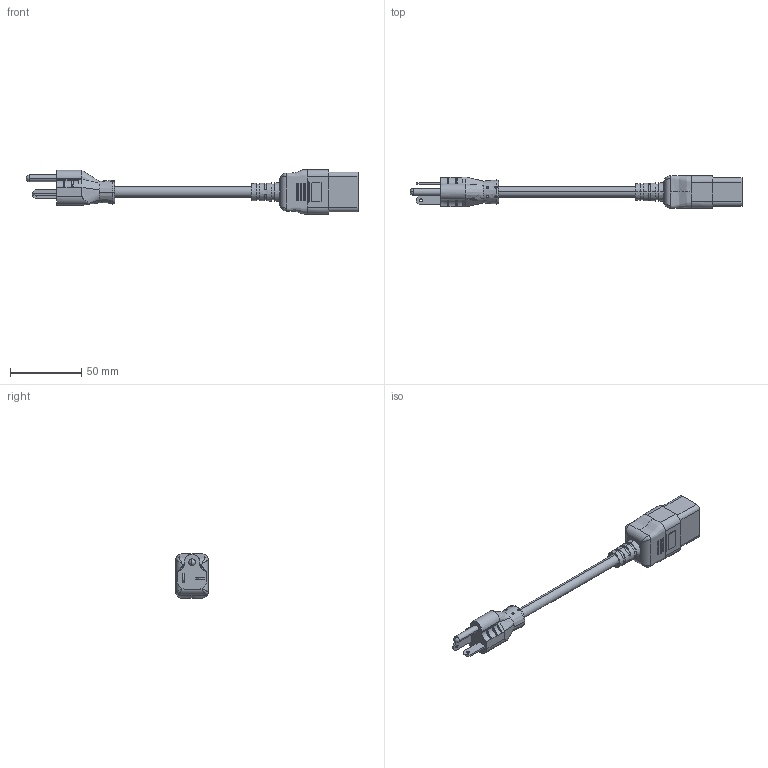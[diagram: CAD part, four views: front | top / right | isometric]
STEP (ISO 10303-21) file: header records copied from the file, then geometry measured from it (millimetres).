
FILE_DESCRIPTION (( 'STEP AP214' ), '1' );
FILE_NAME ('OWN620C19-20-15F_3D.step', '2025-01-31T22:04:19', ( '' ), ( '' ), 'SwSTEP 2.0', 'SolidWorks 2022', '' );
FILE_SCHEMA (( 'AUTOMOTIVE_DESIGN' ));
Length unit declared in the file: inch
Products named in the file (4): EN60320-C19 PWR PLUG; NEMA-6-20P; SJTOW3X14AWG CABLE; OWN620C19-20-15F_3D
Assembly tree (3 placements, depth 2):
  OWN620C19-20-15F_3D
    SJTOW3X14AWG CABLE
    NEMA-6-20P
    EN60320-C19 PWR PLUG
Bounding box: 233.44 x 23.5 x 31.45 mm (x, y, z)
Volume: 51640.6 mm3; surface area: 16452.2 mm2
Topology: 3 solids, 3 shells, 278 faces, 725 edges, 470 vertices
Faces by surface type: plane 105, cylinder 78, bspline 66, torus 17, cone 10, sphere 2
Entity records: 12867 total; most frequent: CARTESIAN_POINT 5689, ORIENTED_EDGE 1438, DIRECTION 1261, EDGE_CURVE 719, VERTEX_POINT 470, AXIS2_PLACEMENT_3D 469, LINE 323, VECTOR 323
